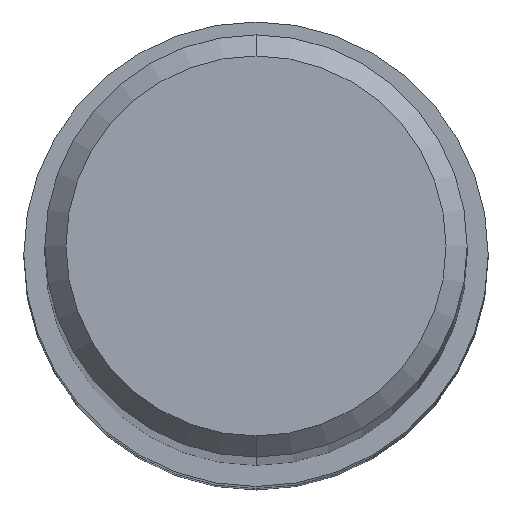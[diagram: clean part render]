
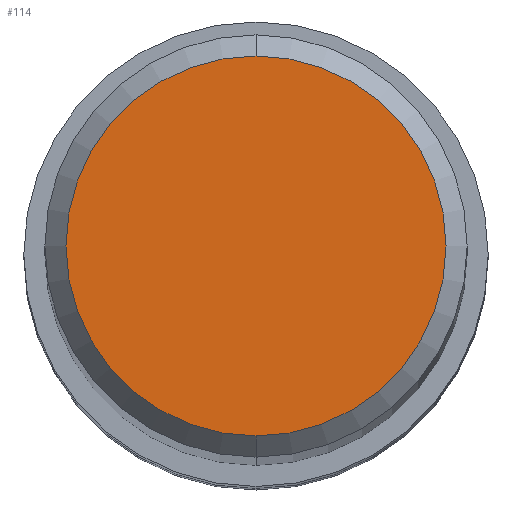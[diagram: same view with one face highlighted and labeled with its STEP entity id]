
A CAD part, top view. The second image highlights one B-rep face of the part: STEP entity #114.
In plain terms, the highlighted planar face has unit normal (0, 0, 1).
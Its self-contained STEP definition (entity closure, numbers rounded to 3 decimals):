
#110=VERTEX_POINT('',#250);
#114=ADVANCED_FACE('',(#254),#255,.T.);
#196=VERTEX_POINT('',#349);
#198=EDGE_CURVE('',#110,#196,#351,.T.);
#200=EDGE_CURVE('',#196,#110,#353,.T.);
#250=CARTESIAN_POINT('',(0.,-4.5,0.0));
#254=FACE_OUTER_BOUND('',#409,.T.);
#255=PLANE('',#410);
#349=CARTESIAN_POINT('',(0.0,4.5,0.0));
#351=CIRCLE('',#527,4.5);
#353=CIRCLE('',#530,4.5);
#409=EDGE_LOOP('',(#580,#581));
#410=AXIS2_PLACEMENT_3D('',#582,#583,#584);
#527=AXIS2_PLACEMENT_3D('',#703,#704,#705);
#530=AXIS2_PLACEMENT_3D('',#706,#707,#708);
#580=ORIENTED_EDGE('',*,*,#200,.F.);
#581=ORIENTED_EDGE('',*,*,#198,.F.);
#582=CARTESIAN_POINT('',(0.0,2.25,0.0));
#583=DIRECTION('',(-0.0,0.0,1.0));
#584=DIRECTION('',(0.0,-1.0,0.0));
#703=CARTESIAN_POINT('',(0.0,0.0,0.0));
#704=DIRECTION('',(0.0,0.0,-1.0));
#705=DIRECTION('',(0.0,1.0,0.0));
#706=CARTESIAN_POINT('',(0.0,0.0,0.0));
#707=DIRECTION('',(0.0,0.0,-1.0));
#708=DIRECTION('',(0.0,1.0,0.0));
